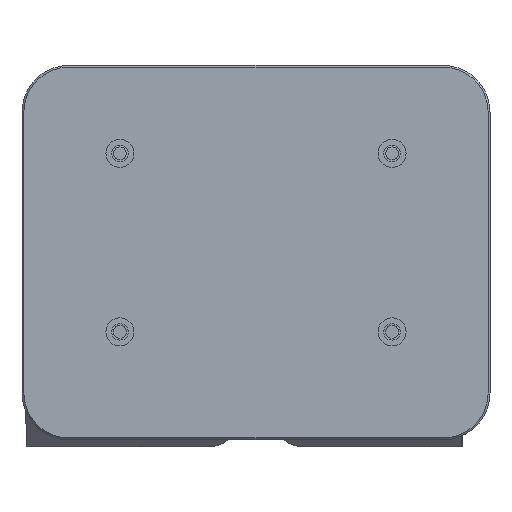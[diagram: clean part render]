
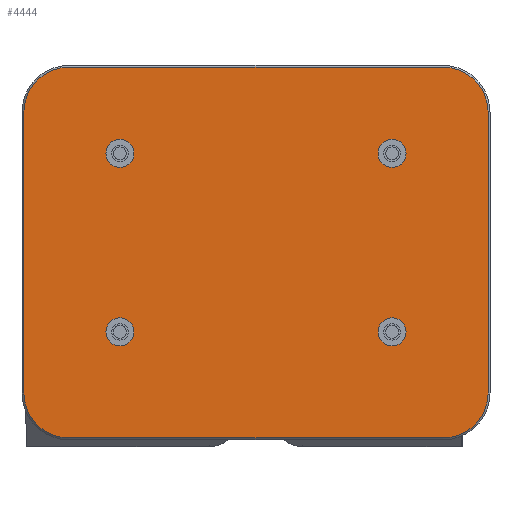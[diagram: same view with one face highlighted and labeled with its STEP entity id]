
A CAD part, front view. The second image highlights one B-rep face of the part: STEP entity #4444.
In plain terms, the highlighted planar face has unit normal (0, -1, 0).
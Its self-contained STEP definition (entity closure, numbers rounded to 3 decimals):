
#76=FACE_BOUND('',#849,.T.);
#77=FACE_BOUND('',#850,.T.);
#78=FACE_BOUND('',#851,.T.);
#79=FACE_BOUND('',#852,.T.);
#308=CIRCLE('',#4764,9.6);
#310=CIRCLE('',#4768,9.6);
#312=CIRCLE('',#4772,9.6);
#314=CIRCLE('',#4776,9.6);
#317=CIRCLE('',#4784,3.);
#318=CIRCLE('',#4785,3.);
#319=CIRCLE('',#4786,3.);
#320=CIRCLE('',#4787,3.);
#578=FACE_OUTER_BOUND('',#848,.T.);
#848=EDGE_LOOP('',(#3528,#3529,#3530,#3531,#3532,#3533,#3534,#3535));
#849=EDGE_LOOP('',(#3536));
#850=EDGE_LOOP('',(#3537));
#851=EDGE_LOOP('',(#3538));
#852=EDGE_LOOP('',(#3539));
#1157=LINE('',#11256,#1551);
#1161=LINE('',#11268,#1555);
#1165=LINE('',#11280,#1559);
#1169=LINE('',#11292,#1563);
#1551=VECTOR('',#5520,10.);
#1555=VECTOR('',#5532,10.);
#1559=VECTOR('',#5544,10.);
#1563=VECTOR('',#5556,10.);
#1975=VERTEX_POINT('',#11249);
#1978=VERTEX_POINT('',#11254);
#1979=VERTEX_POINT('',#11258);
#1981=VERTEX_POINT('',#11264);
#1983=VERTEX_POINT('',#11270);
#1985=VERTEX_POINT('',#11276);
#1987=VERTEX_POINT('',#11282);
#1989=VERTEX_POINT('',#11288);
#1996=VERTEX_POINT('',#11315);
#1997=VERTEX_POINT('',#11317);
#1998=VERTEX_POINT('',#11319);
#1999=VERTEX_POINT('',#11321);
#2513=EDGE_CURVE('',#1978,#1975,#1157,.T.);
#2516=EDGE_CURVE('',#1975,#1979,#308,.T.);
#2519=EDGE_CURVE('',#1979,#1981,#1161,.T.);
#2522=EDGE_CURVE('',#1981,#1983,#310,.T.);
#2525=EDGE_CURVE('',#1983,#1985,#1165,.T.);
#2528=EDGE_CURVE('',#1985,#1987,#312,.T.);
#2531=EDGE_CURVE('',#1987,#1989,#1169,.T.);
#2533=EDGE_CURVE('',#1989,#1978,#314,.T.);
#2543=EDGE_CURVE('',#1996,#1996,#317,.T.);
#2544=EDGE_CURVE('',#1997,#1997,#318,.T.);
#2545=EDGE_CURVE('',#1998,#1998,#319,.T.);
#2546=EDGE_CURVE('',#1999,#1999,#320,.T.);
#3528=ORIENTED_EDGE('',*,*,#2513,.F.);
#3529=ORIENTED_EDGE('',*,*,#2533,.F.);
#3530=ORIENTED_EDGE('',*,*,#2531,.F.);
#3531=ORIENTED_EDGE('',*,*,#2528,.F.);
#3532=ORIENTED_EDGE('',*,*,#2525,.F.);
#3533=ORIENTED_EDGE('',*,*,#2522,.F.);
#3534=ORIENTED_EDGE('',*,*,#2519,.F.);
#3535=ORIENTED_EDGE('',*,*,#2516,.F.);
#3536=ORIENTED_EDGE('',*,*,#2543,.T.);
#3537=ORIENTED_EDGE('',*,*,#2544,.T.);
#3538=ORIENTED_EDGE('',*,*,#2545,.T.);
#3539=ORIENTED_EDGE('',*,*,#2546,.T.);
#4236=PLANE('',#4783);
#4444=ADVANCED_FACE('',(#578,#76,#77,#78,#79),#4236,.F.);
#4764=AXIS2_PLACEMENT_3D('',#11262,#5526,#5527);
#4768=AXIS2_PLACEMENT_3D('',#11274,#5538,#5539);
#4772=AXIS2_PLACEMENT_3D('',#11286,#5550,#5551);
#4776=AXIS2_PLACEMENT_3D('',#11295,#5561,#5562);
#4783=AXIS2_PLACEMENT_3D('',#11314,#5582,#5583);
#4784=AXIS2_PLACEMENT_3D('',#11316,#5584,#5585);
#4785=AXIS2_PLACEMENT_3D('',#11318,#5586,#5587);
#4786=AXIS2_PLACEMENT_3D('',#11320,#5588,#5589);
#4787=AXIS2_PLACEMENT_3D('',#11322,#5590,#5591);
#5520=DIRECTION('',(0.,0.,-1.));
#5526=DIRECTION('center_axis',(0.,1.,0.));
#5527=DIRECTION('ref_axis',(0.707,0.,-0.707));
#5532=DIRECTION('',(-1.,0.,0.));
#5538=DIRECTION('center_axis',(0.,1.,0.));
#5539=DIRECTION('ref_axis',(-0.707,0.,-0.707));
#5544=DIRECTION('',(0.,0.,1.));
#5550=DIRECTION('center_axis',(0.,1.,0.));
#5551=DIRECTION('ref_axis',(-0.707,0.,0.707));
#5556=DIRECTION('',(1.,0.,0.));
#5561=DIRECTION('center_axis',(0.,1.,0.));
#5562=DIRECTION('ref_axis',(0.707,0.,0.707));
#5582=DIRECTION('center_axis',(0.,1.,0.));
#5583=DIRECTION('ref_axis',(1.,0.,0.));
#5584=DIRECTION('center_axis',(0.,1.,0.));
#5585=DIRECTION('ref_axis',(1.,0.,0.));
#5586=DIRECTION('center_axis',(0.,1.,0.));
#5587=DIRECTION('ref_axis',(1.,0.,0.));
#5588=DIRECTION('center_axis',(0.,1.,0.));
#5589=DIRECTION('ref_axis',(1.,0.,0.));
#5590=DIRECTION('center_axis',(0.,1.,0.));
#5591=DIRECTION('ref_axis',(1.,0.,0.));
#11249=CARTESIAN_POINT('',(49.6,0.,0.854));
#11254=CARTESIAN_POINT('',(49.6,0.,60.854));
#11256=CARTESIAN_POINT('',(49.6,0.,50.854));
#11258=CARTESIAN_POINT('',(40.,0.,-8.746));
#11262=CARTESIAN_POINT('Origin',(40.,0.,0.854));
#11264=CARTESIAN_POINT('',(-40.,0.,-8.746));
#11268=CARTESIAN_POINT('',(25.,0.,-8.746));
#11270=CARTESIAN_POINT('',(-49.6,0.,0.854));
#11274=CARTESIAN_POINT('Origin',(-40.,0.,0.854));
#11276=CARTESIAN_POINT('',(-49.6,0.,60.854));
#11280=CARTESIAN_POINT('',(-49.6,0.,10.854));
#11282=CARTESIAN_POINT('',(-40.,0.,70.454));
#11286=CARTESIAN_POINT('Origin',(-40.,0.,60.854));
#11288=CARTESIAN_POINT('',(40.,0.,70.454));
#11292=CARTESIAN_POINT('',(-25.,0.,70.454));
#11295=CARTESIAN_POINT('Origin',(40.,0.,60.854));
#11314=CARTESIAN_POINT('Origin',(0.,0.,30.854));
#11315=CARTESIAN_POINT('',(-32.071,0.,13.905));
#11316=CARTESIAN_POINT('Origin',(-29.071,0.,13.905));
#11317=CARTESIAN_POINT('',(-32.071,0.,52.047));
#11318=CARTESIAN_POINT('Origin',(-29.071,0.,52.047));
#11319=CARTESIAN_POINT('',(26.071,0.,13.905));
#11320=CARTESIAN_POINT('Origin',(29.071,0.,13.905));
#11321=CARTESIAN_POINT('',(26.071,0.,52.047));
#11322=CARTESIAN_POINT('Origin',(29.071,0.,52.047));
